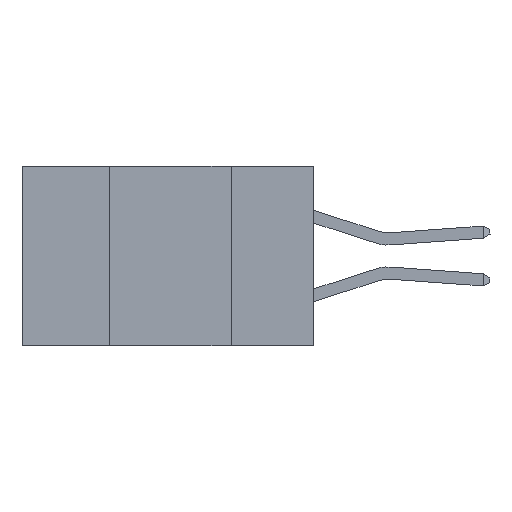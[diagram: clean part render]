
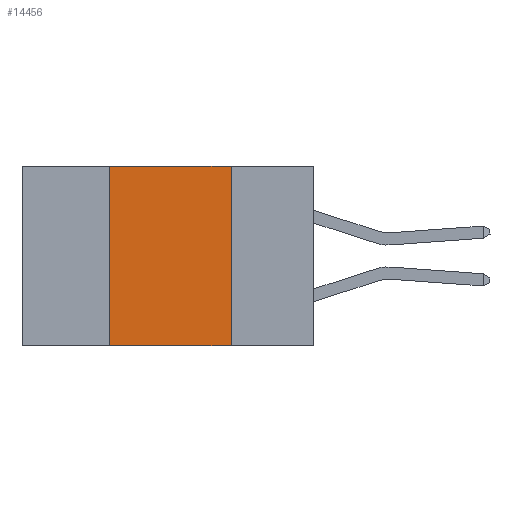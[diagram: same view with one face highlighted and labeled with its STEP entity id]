
A CAD part, left-side view. The second image highlights one B-rep face of the part: STEP entity #14456.
In plain terms, the highlighted planar face has unit normal (-1, 0, 0).
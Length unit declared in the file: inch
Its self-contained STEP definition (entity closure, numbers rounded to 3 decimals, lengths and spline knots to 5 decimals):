
#51 = ORIENTED_EDGE ( 'NONE', *, *, #815, .T. ) ;
#547 = ORIENTED_EDGE ( 'NONE', *, *, #18398, .F. ) ;
#815 = EDGE_CURVE ( 'NONE', #6386, #16254, #14403, .T. ) ;
#1872 = PLANE ( 'NONE',  #5671 ) ;
#2271 = VECTOR ( 'NONE', #7134, 39.37008 ) ;
#3963 = CARTESIAN_POINT ( 'NONE',  ( 0., 0.6, 0. ) ) ;
#5492 = DIRECTION ( 'NONE',  ( 0., 0., -1. ) ) ;
#5671 = AXIS2_PLACEMENT_3D ( 'NONE', #9149, #13505, #13325 ) ;
#6292 = CARTESIAN_POINT ( 'NONE',  ( 0., 0.17, -0.37 ) ) ;
#6386 = VERTEX_POINT ( 'NONE', #13167 ) ;
#7134 = DIRECTION ( 'NONE',  ( 0., -1., 0. ) ) ;
#7448 = FACE_OUTER_BOUND ( 'NONE', #12168, .T. ) ;
#9034 = EDGE_CURVE ( 'NONE', #16456, #13255, #18338, .T. ) ;
#9149 = CARTESIAN_POINT ( 'NONE',  ( 0., 0.6, 0. ) ) ;
#9232 = EDGE_CURVE ( 'NONE', #6386, #16456, #12765, .T. ) ;
#9815 = VECTOR ( 'NONE', #18512, 39.37008 ) ;
#11315 = VECTOR ( 'NONE', #18233, 39.37008 ) ;
#11454 = CARTESIAN_POINT ( 'NONE',  ( 0., 0.42, 0. ) ) ;
#11981 = ORIENTED_EDGE ( 'NONE', *, *, #9034, .F. ) ;
#12168 = EDGE_LOOP ( 'NONE', ( #547, #11981, #13079, #51 ) ) ;
#12674 = CARTESIAN_POINT ( 'NONE',  ( 0., 0.17, 0. ) ) ;
#12765 = LINE ( 'NONE', #11454, #9815 ) ;
#13079 = ORIENTED_EDGE ( 'NONE', *, *, #9232, .F. ) ;
#13167 = CARTESIAN_POINT ( 'NONE',  ( 0., 0.42, -0.37 ) ) ;
#13255 = VERTEX_POINT ( 'NONE', #12674 ) ;
#13325 = DIRECTION ( 'NONE',  ( 0., 0., -1. ) ) ;
#13505 = DIRECTION ( 'NONE',  ( 1., 0., 0. ) ) ;
#14403 = LINE ( 'NONE', #17538, #2271 ) ;
#14456 = ADVANCED_FACE ( 'NONE', ( #7448 ), #1872, .F. ) ;
#14468 = LINE ( 'NONE', #18445, #17410 ) ;
#16254 = VERTEX_POINT ( 'NONE', #6292 ) ;
#16456 = VERTEX_POINT ( 'NONE', #16675 ) ;
#16675 = CARTESIAN_POINT ( 'NONE',  ( 0., 0.42, 0. ) ) ;
#17410 = VECTOR ( 'NONE', #5492, 39.37008 ) ;
#17538 = CARTESIAN_POINT ( 'NONE',  ( 0., 0.6, -0.37 ) ) ;
#18233 = DIRECTION ( 'NONE',  ( 0., -1., 0. ) ) ;
#18338 = LINE ( 'NONE', #3963, #11315 ) ;
#18398 = EDGE_CURVE ( 'NONE', #13255, #16254, #14468, .T. ) ;
#18445 = CARTESIAN_POINT ( 'NONE',  ( 0., 0.17, 0. ) ) ;
#18512 = DIRECTION ( 'NONE',  ( 0., 0., 1. ) ) ;
